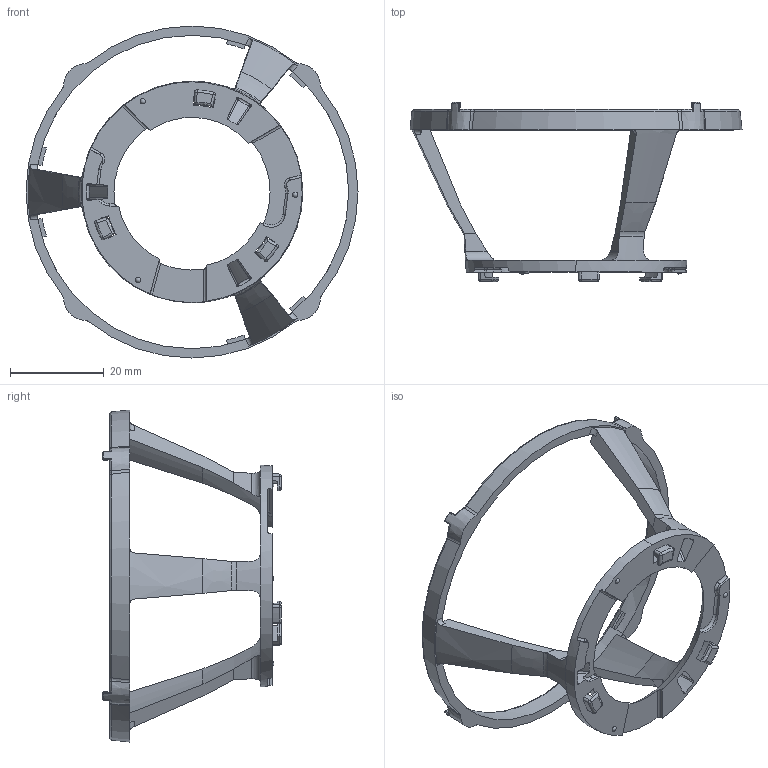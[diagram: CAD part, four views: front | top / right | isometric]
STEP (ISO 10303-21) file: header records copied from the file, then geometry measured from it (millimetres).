
FILE_DESCRIPTION(('STEP AP203'),'1');
FILE_NAME('200108_X74065_3D_LLH66CLV_IndC.stp','2020-01-08T08:16:56',(' '),(' '),'Spatial InterOp 3D',' ',' ');
FILE_SCHEMA(('CONFIG_CONTROL_DESIGN'));
Length unit declared in the file: millimetre
Products named in the file (1): 200108_X74065_3D_LLH66CLV_IndC
Bounding box: 70.79 x 38.16 x 70.79 mm (x, y, z)
Volume: 5335.5 mm3; surface area: 7128.9 mm2
Topology: 1 solids, 1 shells, 456 faces, 1252 edges, 801 vertices
Faces by surface type: plane 129, extrusion 113, torus 50, cone 46, cylinder 44, bspline 39, sphere 23, revolution 12
Entity records: 17461 total; most frequent: CARTESIAN_POINT 6941, ORIENTED_EDGE 2492, DIRECTION 1662, EDGE_CURVE 1246, VERTEX_POINT 801, B_SPLINE_CURVE_WITH_KNOTS 706, AXIS2_PLACEMENT_3D 595, EDGE_LOOP 479
